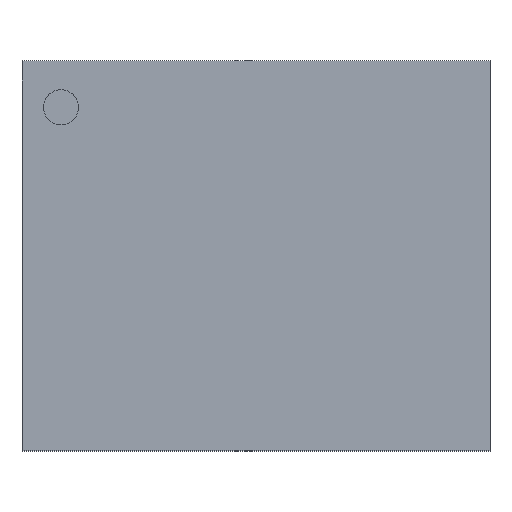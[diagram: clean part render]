
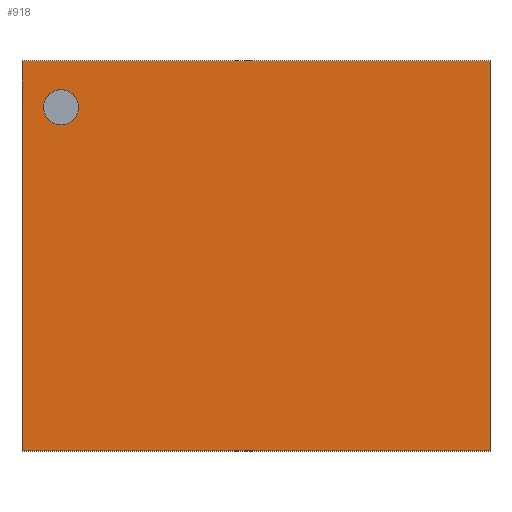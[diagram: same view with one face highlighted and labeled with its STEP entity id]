
A CAD part, top view. The second image highlights one B-rep face of the part: STEP entity #918.
In plain terms, the highlighted planar face has unit normal (0, 0, 1).
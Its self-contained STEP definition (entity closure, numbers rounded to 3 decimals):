
#320 = VERTEX_POINT('',#321);
#321 = CARTESIAN_POINT('',(-3.,2.5,0.84
    ));
#327 = EDGE_CURVE('',#320,#328,#330,.T.);
#328 = VERTEX_POINT('',#329);
#329 = CARTESIAN_POINT('',(-3.,-2.5,
    0.84));
#330 = LINE('',#331,#332);
#331 = CARTESIAN_POINT('',(-3.,2.5,0.84
    ));
#332 = VECTOR('',#333,1.);
#333 = DIRECTION('',(0.,-1.,0.));
#900 = VERTEX_POINT('',#901);
#901 = CARTESIAN_POINT('',(3.,-2.5,0.84
    ));
#907 = EDGE_CURVE('',#328,#900,#908,.T.);
#908 = LINE('',#909,#910);
#909 = CARTESIAN_POINT('',(3.,-2.5,0.84
    ));
#910 = VECTOR('',#911,1.);
#911 = DIRECTION('',(1.,0.,0.));
#918 = ADVANCED_FACE('',(#919,#939),#957,.F.);
#919 = FACE_BOUND('',#920,.T.);
#920 = EDGE_LOOP('',(#921,#932));
#921 = ORIENTED_EDGE('',*,*,#922,.F.);
#922 = EDGE_CURVE('',#923,#925,#927,.T.);
#923 = VERTEX_POINT('',#924);
#924 = CARTESIAN_POINT('',(-2.5,1.68,0.84
    ));
#925 = VERTEX_POINT('',#926);
#926 = CARTESIAN_POINT('',(-2.5,2.13,0.84
    ));
#927 = CIRCLE('',#928,0.225);
#928 = AXIS2_PLACEMENT_3D('',#929,#930,#931);
#929 = CARTESIAN_POINT('',(-2.5,1.905,0.84
    ));
#930 = DIRECTION('',(0.,0.,1.));
#931 = DIRECTION('',(0.,-1.,0.));
#932 = ORIENTED_EDGE('',*,*,#933,.F.);
#933 = EDGE_CURVE('',#925,#923,#934,.T.);
#934 = CIRCLE('',#935,0.225);
#935 = AXIS2_PLACEMENT_3D('',#936,#937,#938);
#936 = CARTESIAN_POINT('',(-2.5,1.905,0.84
    ));
#937 = DIRECTION('',(0.,0.,1.));
#938 = DIRECTION('',(0.,-1.,0.));
#939 = FACE_BOUND('',#940,.T.);
#940 = EDGE_LOOP('',(#941,#942,#943,#951));
#941 = ORIENTED_EDGE('',*,*,#327,.T.);
#942 = ORIENTED_EDGE('',*,*,#907,.T.);
#943 = ORIENTED_EDGE('',*,*,#944,.T.);
#944 = EDGE_CURVE('',#900,#945,#947,.T.);
#945 = VERTEX_POINT('',#946);
#946 = CARTESIAN_POINT('',(3.,2.5,0.84)
  );
#947 = LINE('',#948,#949);
#948 = CARTESIAN_POINT('',(3.,2.5,0.84)
  );
#949 = VECTOR('',#950,1.);
#950 = DIRECTION('',(0.,1.,0.));
#951 = ORIENTED_EDGE('',*,*,#952,.T.);
#952 = EDGE_CURVE('',#945,#320,#953,.T.);
#953 = LINE('',#954,#955);
#954 = CARTESIAN_POINT('',(3.,2.5,0.84)
  );
#955 = VECTOR('',#956,1.);
#956 = DIRECTION('',(-1.,0.,0.));
#957 = PLANE('',#958);
#958 = AXIS2_PLACEMENT_3D('',#959,#960,#961);
#959 = CARTESIAN_POINT('',(-3.,-2.5,
    0.84));
#960 = DIRECTION('',(0.,0.,-1.));
#961 = DIRECTION('',(0.,1.,0.));
